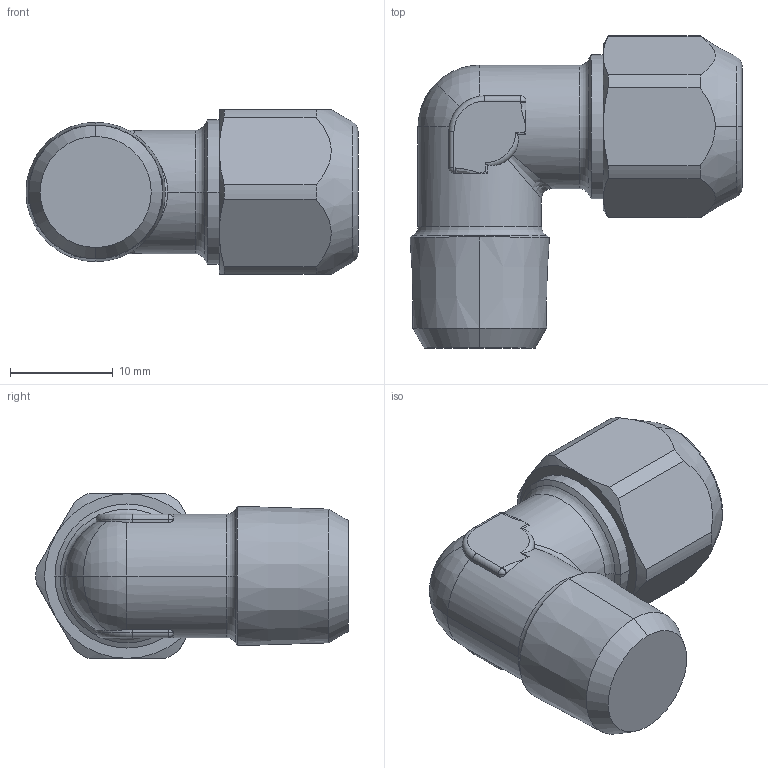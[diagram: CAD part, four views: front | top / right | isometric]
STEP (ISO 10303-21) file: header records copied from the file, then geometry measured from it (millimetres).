
FILE_DESCRIPTION (( 'STEP AP214' ), '1' );
FILE_NAME ('6110000011A.step', '2012-10-16T17:30:28', ( '' ), ( '' ), 'SwSTEP 2.0', 'SolidWorks 2012', '' );
FILE_SCHEMA (( 'AUTOMOTIVE_DESIGN' ));
Length unit declared in the file: millimetre
Products named in the file (1): 6110000011A
Bounding box: 32.28 x 30.35 x 16 mm (x, y, z)
Volume: 6853.8 mm3; surface area: 2339.4 mm2
Topology: 1 solids, 1 shells, 94 faces, 238 edges, 135 vertices
Faces by surface type: cylinder 32, plane 19, cone 16, torus 14, bspline 9, sphere 4
Entity records: 3162 total; most frequent: CARTESIAN_POINT 1044, ORIENTED_EDGE 452, DIRECTION 428, EDGE_CURVE 226, AXIS2_PLACEMENT_3D 180, VERTEX_POINT 135, EDGE_LOOP 95, FACE_OUTER_BOUND 94
